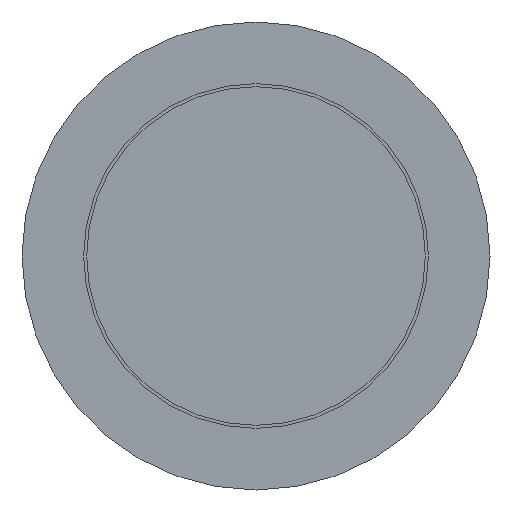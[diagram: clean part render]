
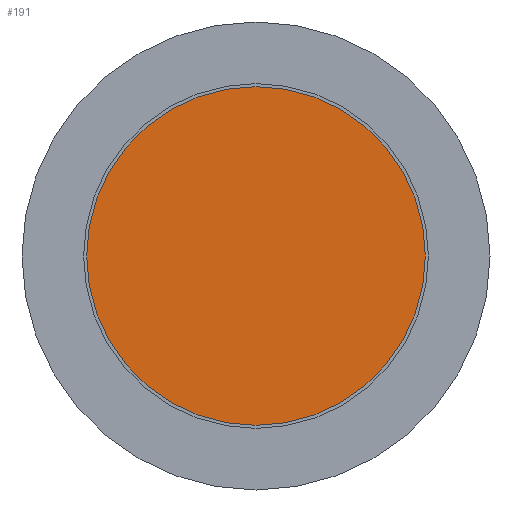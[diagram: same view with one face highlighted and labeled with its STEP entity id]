
A CAD part, front view. The second image highlights one B-rep face of the part: STEP entity #191.
In plain terms, the highlighted planar face has unit normal (0, -1, 0).
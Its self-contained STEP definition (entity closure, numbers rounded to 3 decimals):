
#10 = FACE_OUTER_BOUND ( 'NONE', #100, .T. ) ;
#30 = EDGE_CURVE ( 'NONE', #46, #46, #385, .T. ) ;
#38 = CARTESIAN_POINT ( 'NONE',  ( 0., 0., 0. ) ) ;
#46 = VERTEX_POINT ( 'NONE', #170 ) ;
#59 = AXIS2_PLACEMENT_3D ( 'NONE', #38, #518, #87 ) ;
#87 = DIRECTION ( 'NONE',  ( 0., 0., -1. ) ) ;
#100 = EDGE_LOOP ( 'NONE', ( #274 ) ) ;
#141 = CARTESIAN_POINT ( 'NONE',  ( -13.75, 0., 0. ) ) ;
#170 = CARTESIAN_POINT ( 'NONE',  ( 0., 0., -13.75 ) ) ;
#191 = ADVANCED_FACE ( 'NONE', ( #10 ), #485, .F. ) ;
#272 = DIRECTION ( 'NONE',  ( 0., 1., 0. ) ) ;
#274 = ORIENTED_EDGE ( 'NONE', *, *, #30, .T. ) ;
#385 = CIRCLE ( 'NONE', #59, 13.75 ) ;
#445 = DIRECTION ( 'NONE',  ( 0., 0., 1. ) ) ;
#485 = PLANE ( 'NONE',  #513 ) ;
#513 = AXIS2_PLACEMENT_3D ( 'NONE', #141, #272, #445 ) ;
#518 = DIRECTION ( 'NONE',  ( 0., -1., 0. ) ) ;
